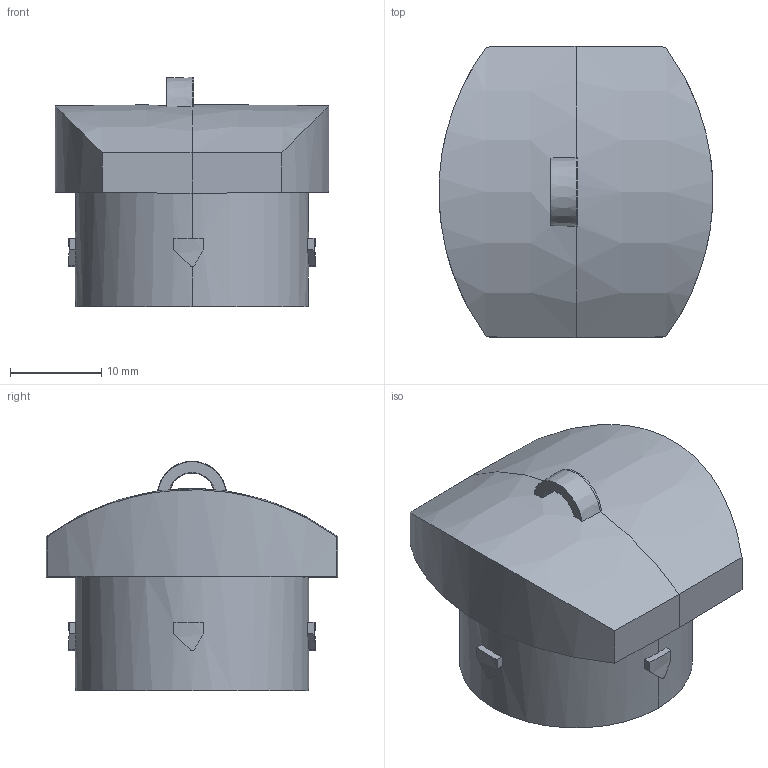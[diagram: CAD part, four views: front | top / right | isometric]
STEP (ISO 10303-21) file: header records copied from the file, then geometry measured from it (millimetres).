
FILE_DESCRIPTION(('Creo Elements/Direct Modeling STEP Export'),'2;1');
FILE_NAME('model.stp','2023-11-10T 7:28:01',(''),(''),'Creo Elements/Direct Modeling STEP processor for AP214 (Solid Model)','Creo Elements/Direct Modeling 20.1D 10-Oct-2020 (C) Parametric Technology GmbH','');
FILE_SCHEMA(('AUTOMOTIVE_DESIGN { 1 0 10303 214 1 1 1 1 }'));
Length unit declared in the file: millimetre
Products named in the file (2): IPD_CAP_W32_WP_GY-select
Assembly tree (1 placements, depth 2):
  IPD_CAP_W32_WP_GY-select
    IPD_CAP_W32_WP_GY-select
Bounding box: 30.05 x 32 x 25.19 mm (x, y, z)
Volume: 6397.4 mm3; surface area: 4861.4 mm2
Topology: 1 solids, 1 shells, 56 faces, 150 edges, 97 vertices
Faces by surface type: plane 33, cylinder 15, cone 8
Entity records: 2086 total; most frequent: CARTESIAN_POINT 636, ORIENTED_EDGE 300, DIRECTION 286, EDGE_CURVE 150, AXIS2_PLACEMENT_3D 112, VERTEX_POINT 97, VECTOR 62, LINE 62
